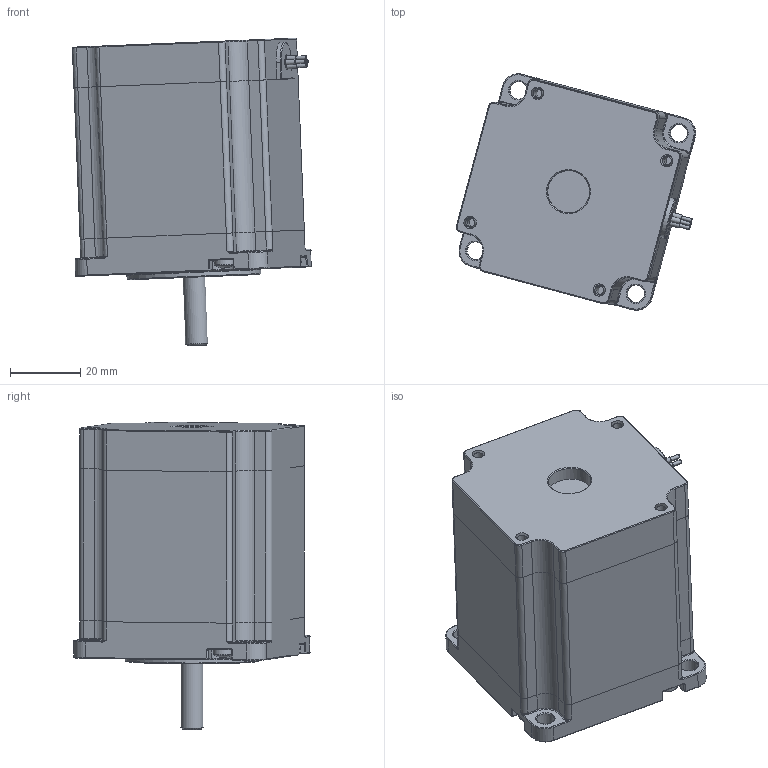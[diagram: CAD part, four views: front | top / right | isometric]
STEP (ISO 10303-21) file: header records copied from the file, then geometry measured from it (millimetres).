
FILE_DESCRIPTION(/* description */ (''),/* implementation_level */ '2;1');
FILE_NAME(/* name */ 'silnik3_ipt_9d4d5d4f.STEP',/* time_stamp */ '2022-06-05T10:40:36+02:00',/* author */ ('pc'),/* organization */ (''),/* preprocessor_version */ 'ST-DEVELOPER v18.1',/* originating_system */ 'Autodesk Inventor 2021',/* authorisation */ '');
FILE_SCHEMA (('AUTOMOTIVE_DESIGN { 1 0 10303 214 3 1 1 }'));
Length unit declared in the file: inch
Products named in the file (1): silnik3
Bounding box: 67.91 x 67.02 x 87.32 mm (x, y, z)
Volume: 187889.2 mm3; surface area: 25042.2 mm2
Topology: 5 solids, 5 shells, 446 faces, 1093 edges, 660 vertices
Faces by surface type: plane 163, cylinder 145, torus 68, cone 52, sphere 10, bspline 8
Full cylindrical faces by diameter (mm): 1 x4, 1.5 x4, 2.5 x4, 3 x12, 5 x4, 5.6 x4, 6.35 x1, 12 x2, 38.1 x1
Entity records: 13892 total; most frequent: CARTESIAN_POINT 2626, DIRECTION 2521, ORIENTED_EDGE 2150, EDGE_CURVE 1075, AXIS2_PLACEMENT_3D 1059, VERTEX_POINT 660, CIRCLE 600, EDGE_LOOP 483
